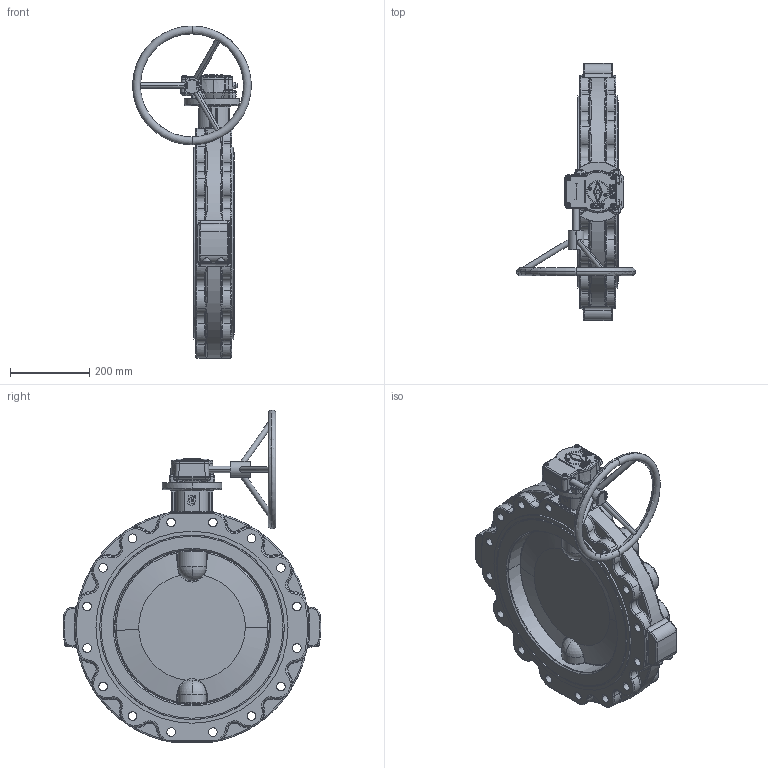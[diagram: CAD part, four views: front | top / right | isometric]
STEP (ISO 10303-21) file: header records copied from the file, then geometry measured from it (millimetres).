
FILE_DESCRIPTION(('HOOPS Exchange Step'),'2;1');
FILE_NAME('AK10_DN400_ansi150_Handgetriebe.stp','2025-10-06T10:48:30+02:00',('nieru'),('Unknown organisation'),'HOOPS Exchange 2024.2','HOOPS Exchange','Unknown authorisation');
FILE_SCHEMA( ('AP203_CONFIGURATION_CONTROLLED_3D_DESIGN_OF_MECHANICAL_PARTS_AND_ASSEMBLIES_MIM_LF') );
Length unit declared in the file: millimetre
Products named in the file (3): 0; root
Assembly tree (2 placements, depth 3):
  root
    0
      0
Bounding box: 300 x 649.69 x 838.31 mm (x, y, z)
Volume: 17949434.8 mm3; surface area: 1507826.6 mm2
Topology: 3 solids, 25 shells, 2712 faces, 6998 edges, 4198 vertices
Faces by surface type: cylinder 644, plane 593, torus 525, bspline 516, cone 322, sphere 112
Full cylindrical faces by diameter (mm): 5 x1
Entity records: 195874 total; most frequent: CARTESIAN_POINT 137156, ORIENTED_EDGE 13560, DIRECTION 9884, EDGE_CURVE 6780, VERTEX_POINT 4202, AXIS2_PLACEMENT_3D 4146, B_SPLINE_CURVE_WITH_KNOTS 2946, EDGE_LOOP 2892
